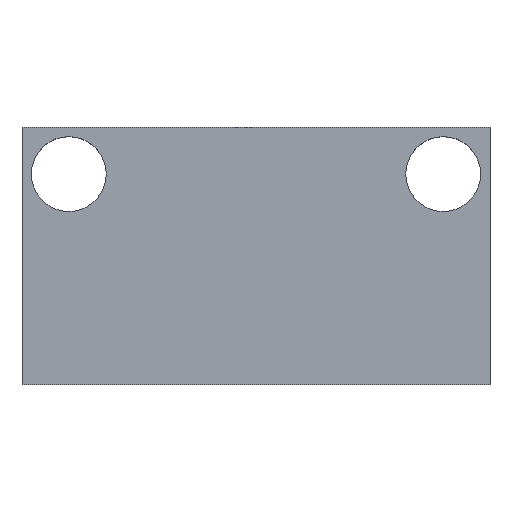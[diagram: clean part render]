
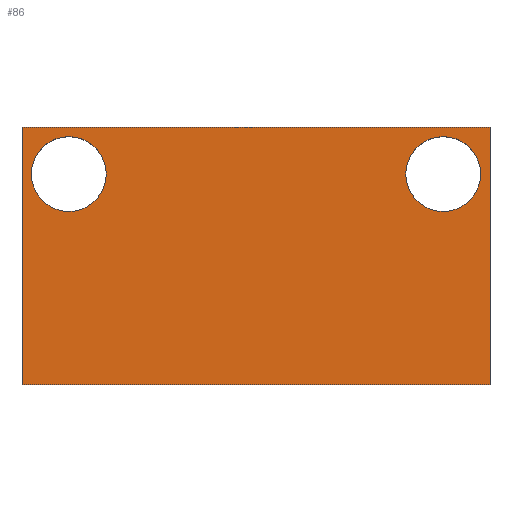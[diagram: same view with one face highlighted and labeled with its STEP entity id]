
A CAD part, top view. The second image highlights one B-rep face of the part: STEP entity #86.
In plain terms, the highlighted planar face has unit normal (0, 0, 1).
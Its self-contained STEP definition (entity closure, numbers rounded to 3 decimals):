
#2 = ORIENTED_EDGE ( 'NONE', *, *, #128, .T. ) ;
#7 = DIRECTION ( 'NONE',  ( 1., 0., 0. ) ) ;
#14 = EDGE_CURVE ( 'NONE', #278, #150, #17, .T. ) ;
#17 = CIRCLE ( 'NONE', #161, 1.6 ) ;
#21 = CARTESIAN_POINT ( 'NONE',  ( 20.619, -3., 4. ) ) ;
#31 = VERTEX_POINT ( 'NONE', #334 ) ;
#42 = CARTESIAN_POINT ( 'NONE',  ( 21.019, 6., 4. ) ) ;
#44 = DIRECTION ( 'NONE',  ( 1., 0., 0. ) ) ;
#45 = EDGE_LOOP ( 'NONE', ( #97, #53 ) ) ;
#49 = ORIENTED_EDGE ( 'NONE', *, *, #225, .T. ) ;
#53 = ORIENTED_EDGE ( 'NONE', *, *, #104, .F. ) ;
#55 = EDGE_CURVE ( 'NONE', #102, #309, #166, .T. ) ;
#66 = VERTEX_POINT ( 'NONE', #105 ) ;
#69 = DIRECTION ( 'NONE',  ( 0., -1., 0. ) ) ;
#72 = CARTESIAN_POINT ( 'NONE',  ( 38.626, 6., 4. ) ) ;
#73 = CARTESIAN_POINT ( 'NONE',  ( 20.619, 8., 4. ) ) ;
#75 = DIRECTION ( 'NONE',  ( 0., 1., 0. ) ) ;
#83 = VECTOR ( 'NONE', #69, 1000. ) ;
#86 = ADVANCED_FACE ( 'NONE', ( #352, #212, #95 ), #197, .T. ) ;
#88 = ORIENTED_EDGE ( 'NONE', *, *, #376, .F. ) ;
#95 = FACE_OUTER_BOUND ( 'NONE', #187, .T. ) ;
#96 = EDGE_CURVE ( 'NONE', #31, #66, #100, .T. ) ;
#97 = ORIENTED_EDGE ( 'NONE', *, *, #335, .F. ) ;
#100 = LINE ( 'NONE', #258, #320 ) ;
#102 = VERTEX_POINT ( 'NONE', #73 ) ;
#104 = EDGE_CURVE ( 'NONE', #174, #194, #314, .T. ) ;
#105 = CARTESIAN_POINT ( 'NONE',  ( 40.626, 8., 4. ) ) ;
#111 = DIRECTION ( 'NONE',  ( 0., 0., 1. ) ) ;
#124 = DIRECTION ( 'NONE',  ( 1., 0., 0. ) ) ;
#128 = EDGE_CURVE ( 'NONE', #309, #31, #336, .T. ) ;
#138 = CARTESIAN_POINT ( 'NONE',  ( 20.619, 8., 4. ) ) ;
#139 = EDGE_LOOP ( 'NONE', ( #182, #88 ) ) ;
#142 = DIRECTION ( 'NONE',  ( 1., 0., 0. ) ) ;
#150 = VERTEX_POINT ( 'NONE', #42 ) ;
#156 = VECTOR ( 'NONE', #7, 1000. ) ;
#158 = AXIS2_PLACEMENT_3D ( 'NONE', #184, #178, #124 ) ;
#161 = AXIS2_PLACEMENT_3D ( 'NONE', #325, #214, #188 ) ;
#163 = AXIS2_PLACEMENT_3D ( 'NONE', #264, #111, #313 ) ;
#166 = LINE ( 'NONE', #138, #83 ) ;
#167 = DIRECTION ( 'NONE',  ( 0., 0., 1. ) ) ;
#171 = CARTESIAN_POINT ( 'NONE',  ( 24.219, 6., 4. ) ) ;
#174 = VERTEX_POINT ( 'NONE', #221 ) ;
#178 = DIRECTION ( 'NONE',  ( 0., 0., 1. ) ) ;
#182 = ORIENTED_EDGE ( 'NONE', *, *, #14, .F. ) ;
#184 = CARTESIAN_POINT ( 'NONE',  ( 22.619, 6., 4. ) ) ;
#185 = VECTOR ( 'NONE', #337, 1000. ) ;
#187 = EDGE_LOOP ( 'NONE', ( #250, #2, #274, #49 ) ) ;
#188 = DIRECTION ( 'NONE',  ( 1., 0., 0. ) ) ;
#189 = CIRCLE ( 'NONE', #163, 1.6 ) ;
#194 = VERTEX_POINT ( 'NONE', #367 ) ;
#196 = DIRECTION ( 'NONE',  ( 0., 0., 1. ) ) ;
#197 = PLANE ( 'NONE',  #217 ) ;
#212 = FACE_BOUND ( 'NONE', #139, .T. ) ;
#214 = DIRECTION ( 'NONE',  ( 0., 0., 1. ) ) ;
#217 = AXIS2_PLACEMENT_3D ( 'NONE', #228, #167, #44 ) ;
#221 = CARTESIAN_POINT ( 'NONE',  ( 37.026, 6., 4. ) ) ;
#225 = EDGE_CURVE ( 'NONE', #66, #102, #293, .T. ) ;
#228 = CARTESIAN_POINT ( 'NONE',  ( 0., 0., 4. ) ) ;
#229 = CIRCLE ( 'NONE', #158, 1.6 ) ;
#250 = ORIENTED_EDGE ( 'NONE', *, *, #55, .T. ) ;
#258 = CARTESIAN_POINT ( 'NONE',  ( 40.626, 8., 4. ) ) ;
#264 = CARTESIAN_POINT ( 'NONE',  ( 38.626, 6., 4. ) ) ;
#274 = ORIENTED_EDGE ( 'NONE', *, *, #96, .T. ) ;
#278 = VERTEX_POINT ( 'NONE', #171 ) ;
#291 = AXIS2_PLACEMENT_3D ( 'NONE', #72, #196, #142 ) ;
#293 = LINE ( 'NONE', #306, #185 ) ;
#306 = CARTESIAN_POINT ( 'NONE',  ( 20.619, 8., 4. ) ) ;
#309 = VERTEX_POINT ( 'NONE', #21 ) ;
#313 = DIRECTION ( 'NONE',  ( 1., 0., 0. ) ) ;
#314 = CIRCLE ( 'NONE', #291, 1.6 ) ;
#320 = VECTOR ( 'NONE', #75, 1000. ) ;
#325 = CARTESIAN_POINT ( 'NONE',  ( 22.619, 6., 4. ) ) ;
#334 = CARTESIAN_POINT ( 'NONE',  ( 40.626, -3., 4. ) ) ;
#335 = EDGE_CURVE ( 'NONE', #194, #174, #189, .T. ) ;
#336 = LINE ( 'NONE', #362, #156 ) ;
#337 = DIRECTION ( 'NONE',  ( -1., 0., 0. ) ) ;
#352 = FACE_BOUND ( 'NONE', #45, .T. ) ;
#362 = CARTESIAN_POINT ( 'NONE',  ( 20.619, -3., 4. ) ) ;
#367 = CARTESIAN_POINT ( 'NONE',  ( 40.226, 6., 4. ) ) ;
#376 = EDGE_CURVE ( 'NONE', #150, #278, #229, .T. ) ;
